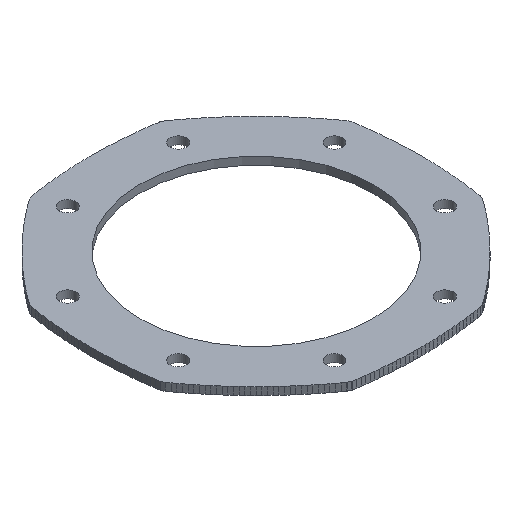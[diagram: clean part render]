
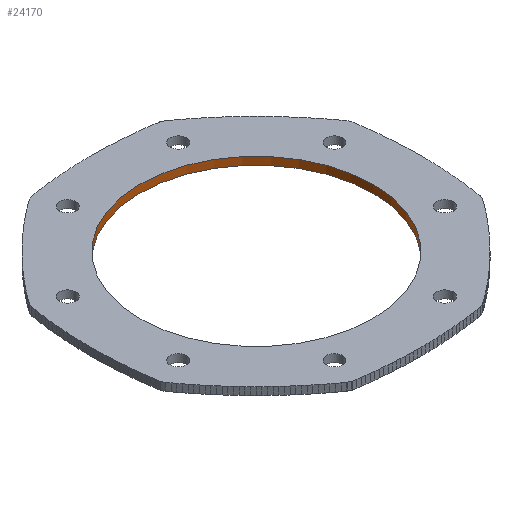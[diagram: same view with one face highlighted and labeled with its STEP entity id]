
A CAD part, isometric view. The second image highlights one B-rep face of the part: STEP entity #24170.
In plain terms, the highlighted cylindrical face has radius 15 mm (diameter 30 mm), a full revolution.
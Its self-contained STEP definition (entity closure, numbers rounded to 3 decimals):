
#83 = PLANE('',#84);
#84 = AXIS2_PLACEMENT_3D('',#85,#86,#87);
#85 = CARTESIAN_POINT('',(0.,0.,1.));
#86 = DIRECTION('',(0.,0.,1.));
#87 = DIRECTION('',(1.,0.,0.));
#137 = PLANE('',#138);
#138 = AXIS2_PLACEMENT_3D('',#139,#140,#141);
#139 = CARTESIAN_POINT('',(0.,0.,
    0.));
#140 = DIRECTION('',(0.,0.,1.));
#141 = DIRECTION('',(1.,0.,0.));
#8796 = EDGE_CURVE('',#8797,#8797,#8799,.T.);
#8797 = VERTEX_POINT('',#8798);
#8798 = CARTESIAN_POINT('',(15.037,-0.014,0.));
#8799 = SURFACE_CURVE('',#8800,(#8805,#8812),.PCURVE_S1.);
#8800 = CIRCLE('',#8801,15.);
#8801 = AXIS2_PLACEMENT_3D('',#8802,#8803,#8804);
#8802 = CARTESIAN_POINT('',(0.037,-0.014,0.));
#8803 = DIRECTION('',(0.,0.,1.));
#8804 = DIRECTION('',(1.,0.,0.));
#8805 = PCURVE('',#137,#8806);
#8806 = DEFINITIONAL_REPRESENTATION('',(#8807),#8811);
#8807 = CIRCLE('',#8808,15.);
#8808 = AXIS2_PLACEMENT_2D('',#8809,#8810);
#8809 = CARTESIAN_POINT('',(0.037,-0.014));
#8810 = DIRECTION('',(1.,0.));
#8811 = ( GEOMETRIC_REPRESENTATION_CONTEXT(2) 
PARAMETRIC_REPRESENTATION_CONTEXT() REPRESENTATION_CONTEXT('2D SPACE',''
  ) );
#8812 = PCURVE('',#8813,#8818);
#8813 = CYLINDRICAL_SURFACE('',#8814,15.);
#8814 = AXIS2_PLACEMENT_3D('',#8815,#8816,#8817);
#8815 = CARTESIAN_POINT('',(0.037,-0.014,0.));
#8816 = DIRECTION('',(0.,0.,-1.));
#8817 = DIRECTION('',(1.,0.,0.));
#8818 = DEFINITIONAL_REPRESENTATION('',(#8819),#8823);
#8819 = LINE('',#8820,#8821);
#8820 = CARTESIAN_POINT('',(0.,0.));
#8821 = VECTOR('',#8822,1.);
#8822 = DIRECTION('',(-1.,0.));
#8823 = ( GEOMETRIC_REPRESENTATION_CONTEXT(2) 
PARAMETRIC_REPRESENTATION_CONTEXT() REPRESENTATION_CONTEXT('2D SPACE',''
  ) );
#15778 = EDGE_CURVE('',#15779,#15779,#15781,.T.);
#15779 = VERTEX_POINT('',#15780);
#15780 = CARTESIAN_POINT('',(15.037,-0.014,1.));
#15781 = SURFACE_CURVE('',#15782,(#15787,#15794),.PCURVE_S1.);
#15782 = CIRCLE('',#15783,15.);
#15783 = AXIS2_PLACEMENT_3D('',#15784,#15785,#15786);
#15784 = CARTESIAN_POINT('',(0.037,-0.014,1.));
#15785 = DIRECTION('',(0.,0.,1.));
#15786 = DIRECTION('',(1.,0.,0.));
#15787 = PCURVE('',#83,#15788);
#15788 = DEFINITIONAL_REPRESENTATION('',(#15789),#15793);
#15789 = CIRCLE('',#15790,15.);
#15790 = AXIS2_PLACEMENT_2D('',#15791,#15792);
#15791 = CARTESIAN_POINT('',(0.037,-0.014));
#15792 = DIRECTION('',(1.,0.));
#15793 = ( GEOMETRIC_REPRESENTATION_CONTEXT(2) 
PARAMETRIC_REPRESENTATION_CONTEXT() REPRESENTATION_CONTEXT('2D SPACE',''
  ) );
#15794 = PCURVE('',#8813,#15795);
#15795 = DEFINITIONAL_REPRESENTATION('',(#15796),#15800);
#15796 = LINE('',#15797,#15798);
#15797 = CARTESIAN_POINT('',(0.,-1.));
#15798 = VECTOR('',#15799,1.);
#15799 = DIRECTION('',(-1.,0.));
#15800 = ( GEOMETRIC_REPRESENTATION_CONTEXT(2) 
PARAMETRIC_REPRESENTATION_CONTEXT() REPRESENTATION_CONTEXT('2D SPACE',''
  ) );
#24170 = ADVANCED_FACE('',(#24171),#8813,.F.);
#24171 = FACE_BOUND('',#24172,.T.);
#24172 = EDGE_LOOP('',(#24173,#24174,#24195,#24196));
#24173 = ORIENTED_EDGE('',*,*,#8796,.F.);
#24174 = ORIENTED_EDGE('',*,*,#24175,.T.);
#24175 = EDGE_CURVE('',#8797,#15779,#24176,.T.);
#24176 = SEAM_CURVE('',#24177,(#24181,#24188),.PCURVE_S1.);
#24177 = LINE('',#24178,#24179);
#24178 = CARTESIAN_POINT('',(15.037,-0.014,0.));
#24179 = VECTOR('',#24180,1.);
#24180 = DIRECTION('',(0.,0.,1.));
#24181 = PCURVE('',#8813,#24182);
#24182 = DEFINITIONAL_REPRESENTATION('',(#24183),#24187);
#24183 = LINE('',#24184,#24185);
#24184 = CARTESIAN_POINT('',(-6.283,0.));
#24185 = VECTOR('',#24186,1.);
#24186 = DIRECTION('',(0.,-1.));
#24187 = ( GEOMETRIC_REPRESENTATION_CONTEXT(2) 
PARAMETRIC_REPRESENTATION_CONTEXT() REPRESENTATION_CONTEXT('2D SPACE',''
  ) );
#24188 = PCURVE('',#8813,#24189);
#24189 = DEFINITIONAL_REPRESENTATION('',(#24190),#24194);
#24190 = LINE('',#24191,#24192);
#24191 = CARTESIAN_POINT('',(0.,0.));
#24192 = VECTOR('',#24193,1.);
#24193 = DIRECTION('',(0.,-1.));
#24194 = ( GEOMETRIC_REPRESENTATION_CONTEXT(2) 
PARAMETRIC_REPRESENTATION_CONTEXT() REPRESENTATION_CONTEXT('2D SPACE',''
  ) );
#24195 = ORIENTED_EDGE('',*,*,#15778,.T.);
#24196 = ORIENTED_EDGE('',*,*,#24175,.F.);
